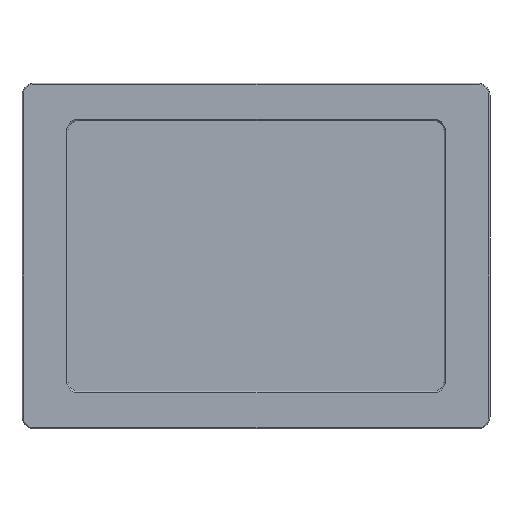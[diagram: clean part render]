
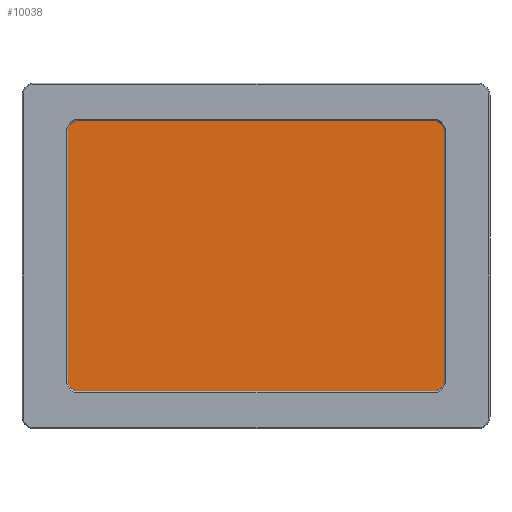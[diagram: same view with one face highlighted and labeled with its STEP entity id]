
A CAD part, top view. The second image highlights one B-rep face of the part: STEP entity #10038.
In plain terms, the highlighted planar face has unit normal (0, 0, 1).
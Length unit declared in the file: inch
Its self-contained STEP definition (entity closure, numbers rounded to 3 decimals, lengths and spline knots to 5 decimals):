
#354=PLANE('',#10682);
#945=FACE_OUTER_BOUND('',#1543,.T.);
#1543=EDGE_LOOP('',(#7249,#7250,#7251,#7252,#7253,#7254,#7255,#7256));
#2164=CIRCLE('',#10683,0.3125);
#2165=CIRCLE('',#10684,0.3125);
#2166=CIRCLE('',#10685,0.3125);
#2167=CIRCLE('',#10686,0.3125);
#2765=LINE('',#16583,#3603);
#2766=LINE('',#16587,#3604);
#2767=LINE('',#16591,#3605);
#2768=LINE('',#16595,#3606);
#3603=VECTOR('',#11747,0.3937);
#3604=VECTOR('',#11750,0.3937);
#3605=VECTOR('',#11753,0.3937);
#3606=VECTOR('',#11756,0.3937);
#4526=VERTEX_POINT('',#16581);
#4527=VERTEX_POINT('',#16582);
#4528=VERTEX_POINT('',#16584);
#4529=VERTEX_POINT('',#16586);
#4530=VERTEX_POINT('',#16588);
#4531=VERTEX_POINT('',#16590);
#4532=VERTEX_POINT('',#16592);
#4533=VERTEX_POINT('',#16594);
#5556=EDGE_CURVE('',#4526,#4527,#2765,.T.);
#5557=EDGE_CURVE('',#4527,#4528,#2164,.T.);
#5558=EDGE_CURVE('',#4528,#4529,#2766,.T.);
#5559=EDGE_CURVE('',#4529,#4530,#2165,.T.);
#5560=EDGE_CURVE('',#4530,#4531,#2767,.T.);
#5561=EDGE_CURVE('',#4531,#4532,#2166,.T.);
#5562=EDGE_CURVE('',#4532,#4533,#2768,.T.);
#5563=EDGE_CURVE('',#4533,#4526,#2167,.T.);
#7249=ORIENTED_EDGE('',*,*,#5556,.T.);
#7250=ORIENTED_EDGE('',*,*,#5557,.T.);
#7251=ORIENTED_EDGE('',*,*,#5558,.T.);
#7252=ORIENTED_EDGE('',*,*,#5559,.T.);
#7253=ORIENTED_EDGE('',*,*,#5560,.T.);
#7254=ORIENTED_EDGE('',*,*,#5561,.T.);
#7255=ORIENTED_EDGE('',*,*,#5562,.T.);
#7256=ORIENTED_EDGE('',*,*,#5563,.T.);
#10038=ADVANCED_FACE('',(#945),#354,.T.);
#10682=AXIS2_PLACEMENT_3D('',#16580,#11745,#11746);
#10683=AXIS2_PLACEMENT_3D('',#16585,#11748,#11749);
#10684=AXIS2_PLACEMENT_3D('',#16589,#11751,#11752);
#10685=AXIS2_PLACEMENT_3D('',#16593,#11754,#11755);
#10686=AXIS2_PLACEMENT_3D('',#16596,#11757,#11758);
#11745=DIRECTION('center_axis',(0.,0.,
1.));
#11746=DIRECTION('ref_axis',(1.,0.,0.));
#11747=DIRECTION('',(0.,-1.,0.));
#11748=DIRECTION('center_axis',(0.,0.,
1.));
#11749=DIRECTION('ref_axis',(1.,0.,0.));
#11750=DIRECTION('',(1.,0.,0.));
#11751=DIRECTION('center_axis',(0.,0.,
1.));
#11752=DIRECTION('ref_axis',(0.,1.,0.));
#11753=DIRECTION('',(0.,1.,0.));
#11754=DIRECTION('center_axis',(0.,0.,
1.));
#11755=DIRECTION('ref_axis',(-1.,0.,0.));
#11756=DIRECTION('',(-1.,0.,0.));
#11757=DIRECTION('center_axis',(0.,0.,
1.));
#11758=DIRECTION('ref_axis',(0.,-1.,0.));
#16580=CARTESIAN_POINT('Origin',(13.63378,5.105,0.8055));
#16581=CARTESIAN_POINT('',(8.08328,8.7895,0.8055));
#16582=CARTESIAN_POINT('',(8.08328,1.4205,0.8055));
#16583=CARTESIAN_POINT('',(8.08328,3.26275,0.8055));
#16584=CARTESIAN_POINT('',(8.39578,1.108,0.8055));
#16585=CARTESIAN_POINT('Origin',(8.39578,1.4205,0.8055));
#16586=CARTESIAN_POINT('',(18.87178,1.108,0.8055));
#16587=CARTESIAN_POINT('',(16.25278,1.108,0.8055));
#16588=CARTESIAN_POINT('',(19.18428,1.4205,0.8055));
#16589=CARTESIAN_POINT('Origin',(18.87178,1.4205,0.8055));
#16590=CARTESIAN_POINT('',(19.18428,8.7895,0.8055));
#16591=CARTESIAN_POINT('',(19.18428,6.94725,0.8055));
#16592=CARTESIAN_POINT('',(18.87178,9.102,0.8055));
#16593=CARTESIAN_POINT('Origin',(18.87178,8.7895,0.8055));
#16594=CARTESIAN_POINT('',(8.39578,9.102,0.8055));
#16595=CARTESIAN_POINT('',(11.01478,9.102,0.8055));
#16596=CARTESIAN_POINT('Origin',(8.39578,8.7895,0.8055));
